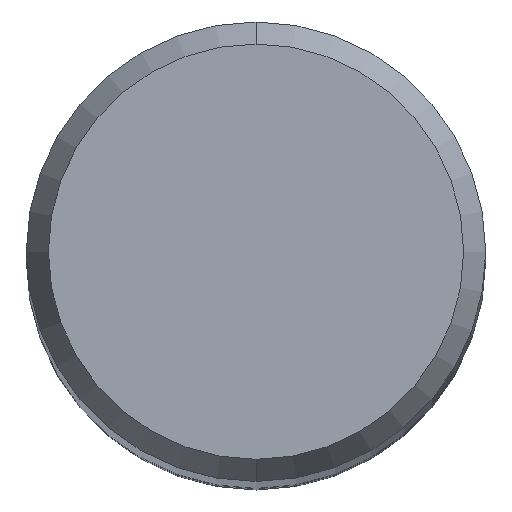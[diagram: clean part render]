
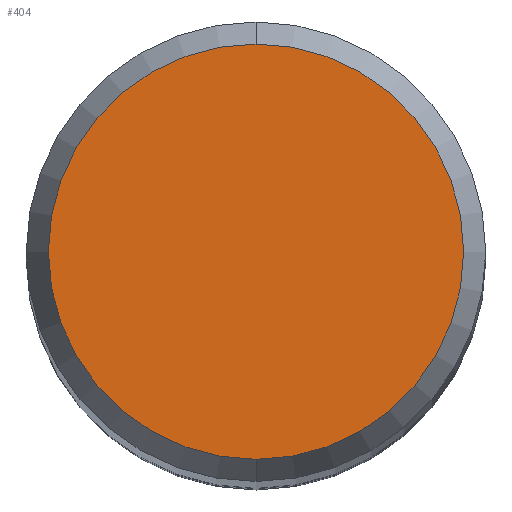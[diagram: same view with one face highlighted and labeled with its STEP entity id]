
A CAD part, top view. The second image highlights one B-rep face of the part: STEP entity #404.
In plain terms, the highlighted planar face has unit normal (0, 0, 1).
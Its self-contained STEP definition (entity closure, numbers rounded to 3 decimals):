
#178=EDGE_CURVE('',#222,#380,#455,.T.);
#222=VERTEX_POINT('',#508);
#336=EDGE_CURVE('',#380,#222,#634,.T.);
#380=VERTEX_POINT('',#681);
#404=ADVANCED_FACE('',(#706),#707,.T.);
#455=CIRCLE('',#768,2.152);
#508=CARTESIAN_POINT('',(0.0,2.152,0.));
#634=CIRCLE('',#1092,2.152);
#681=CARTESIAN_POINT('',(0.,-2.152,0.));
#706=FACE_OUTER_BOUND('',#1244,.T.);
#707=PLANE('',#1245);
#768=AXIS2_PLACEMENT_3D('',#1327,#1328,#1329);
#1092=AXIS2_PLACEMENT_3D('',#1566,#1567,#1568);
#1244=EDGE_LOOP('',(#1621,#1622));
#1245=AXIS2_PLACEMENT_3D('',#1623,#1624,#1625);
#1327=CARTESIAN_POINT('',(0.0,0.0,0.));
#1328=DIRECTION('',(0.0,0.0,-1.0));
#1329=DIRECTION('',(0.0,1.0,0.0));
#1566=CARTESIAN_POINT('',(0.0,0.0,0.));
#1567=DIRECTION('',(0.0,0.0,-1.0));
#1568=DIRECTION('',(0.0,1.0,0.0));
#1621=ORIENTED_EDGE('',*,*,#178,.F.);
#1622=ORIENTED_EDGE('',*,*,#336,.F.);
#1623=CARTESIAN_POINT('',(0.0,1.076,0.));
#1624=DIRECTION('',(-0.0,0.0,1.0));
#1625=DIRECTION('',(0.0,-1.0,0.0));
